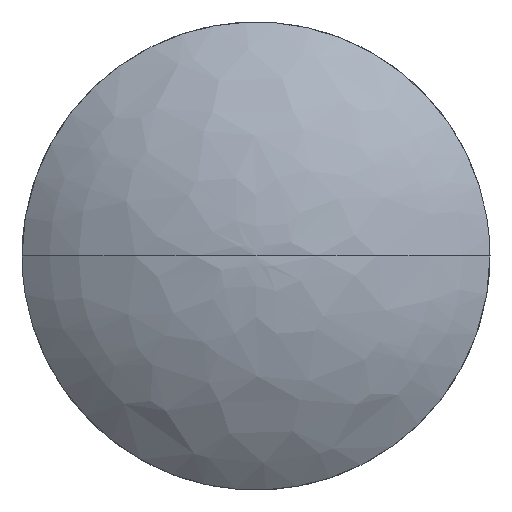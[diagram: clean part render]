
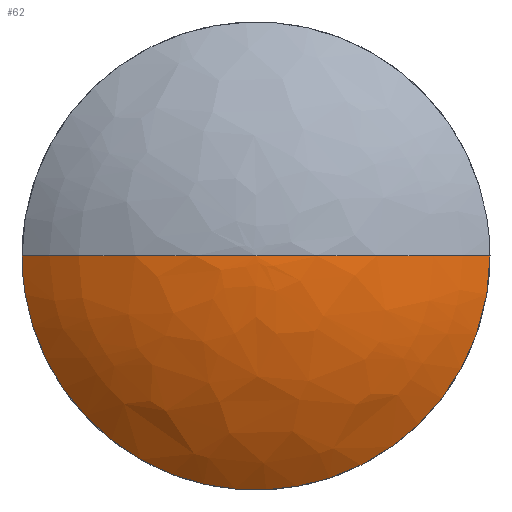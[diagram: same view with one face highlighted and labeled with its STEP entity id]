
A CAD part, left-side view. The second image highlights one B-rep face of the part: STEP entity #62.
In plain terms, the highlighted free-form (B-spline) face has degree [2, 2] with [9, 5] control points.
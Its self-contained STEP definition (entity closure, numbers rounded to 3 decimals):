
#62=ADVANCED_FACE('',(#121),#766,.T.);
#121=FACE_OUTER_BOUND('',#179,.T.);
#179=EDGE_LOOP('',(#375,#376,#377));
#375=ORIENTED_EDGE('',*,*,#525,.F.);
#376=ORIENTED_EDGE('',*,*,#524,.T.);
#377=ORIENTED_EDGE('',*,*,#523,.F.);
#523=EDGE_CURVE('',#726,#725,#659,.T.);
#524=EDGE_CURVE('',#727,#725,#660,.T.);
#525=EDGE_CURVE('',#727,#726,#661,.T.);
#659=(
BOUNDED_CURVE()
B_SPLINE_CURVE(2,(#2168,#2169,#2170,#2171,#2172),.UNSPECIFIED.,.F.,.F.)
B_SPLINE_CURVE_WITH_KNOTS((3,2,3),(-31.416,-15.708,0.),
 .UNSPECIFIED.)
CURVE()
GEOMETRIC_REPRESENTATION_ITEM()
RATIONAL_B_SPLINE_CURVE((1.,0.707,1.,0.707,1.))
REPRESENTATION_ITEM('')
);
#660=(
BOUNDED_CURVE()
B_SPLINE_CURVE(2,(#2173,#2174,#2175),.UNSPECIFIED.,.F.,.F.)
B_SPLINE_CURVE_WITH_KNOTS((3,3),(-1.571,-0.896),
 .UNSPECIFIED.)
CURVE()
GEOMETRIC_REPRESENTATION_ITEM()
RATIONAL_B_SPLINE_CURVE((1.,0.944,1.))
REPRESENTATION_ITEM('')
);
#661=(
BOUNDED_CURVE()
B_SPLINE_CURVE(2,(#2176,#2177,#2178),.UNSPECIFIED.,.F.,.F.)
B_SPLINE_CURVE_WITH_KNOTS((3,3),(-10.802,0.),.UNSPECIFIED.)
CURVE()
GEOMETRIC_REPRESENTATION_ITEM()
RATIONAL_B_SPLINE_CURVE((1.,0.944,1.))
REPRESENTATION_ITEM('')
);
#725=VERTEX_POINT('',#2109);
#726=VERTEX_POINT('',#2110);
#727=VERTEX_POINT('',#2111);
#766=(
BOUNDED_SURFACE()
B_SPLINE_SURFACE(2,2,((#1896,#1897,#1898,#1899,#1900),(#1901,#1902,#1903,
#1904,#1905),(#1906,#1907,#1908,#1909,#1910),(#1911,#1912,#1913,#1914,#1915),
(#1916,#1917,#1918,#1919,#1920),(#1921,#1922,#1923,#1924,#1925),(#1926,
#1927,#1928,#1929,#1930),(#1931,#1932,#1933,#1934,#1935),(#1936,#1937,#1938,
#1939,#1940)),.UNSPECIFIED.,.T.,.F.,.F.)
B_SPLINE_SURFACE_WITH_KNOTS((3,2,2,2,3),(3,2,3),(0.,1.571,3.142,
4.712,6.283),(-1.571,0.,1.571),
 .UNSPECIFIED.)
GEOMETRIC_REPRESENTATION_ITEM()
RATIONAL_B_SPLINE_SURFACE(((1.,0.707,1.,0.707,1.),
(0.707,0.5,0.707,0.5,0.707),(1.,0.707,
1.,0.707,1.),(0.707,0.5,0.707,0.5,0.707),
(1.,0.707,1.,0.707,1.),(0.707,0.5,0.707,
0.5,0.707),(1.,0.707,1.,0.707,1.),(0.707,
0.5,0.707,0.5,0.707),(1.,0.707,1.,0.707,
1.)))
REPRESENTATION_ITEM('')
SURFACE()
);
#1896=CARTESIAN_POINT('',(-40.5,0.,0.));
#1897=CARTESIAN_POINT('',(-40.5,16.,0.));
#1898=CARTESIAN_POINT('',(-24.5,16.,0.));
#1899=CARTESIAN_POINT('',(-8.5,16.,0.));
#1900=CARTESIAN_POINT('',(-8.5,0.,0.));
#1901=CARTESIAN_POINT('',(-40.5,0.,0.));
#1902=CARTESIAN_POINT('',(-40.5,16.,16.));
#1903=CARTESIAN_POINT('',(-24.5,16.,16.));
#1904=CARTESIAN_POINT('',(-8.5,16.,16.));
#1905=CARTESIAN_POINT('',(-8.5,0.,0.));
#1906=CARTESIAN_POINT('',(-40.5,0.,0.));
#1907=CARTESIAN_POINT('',(-40.5,0.,16.));
#1908=CARTESIAN_POINT('',(-24.5,0.,16.));
#1909=CARTESIAN_POINT('',(-8.5,0.,16.));
#1910=CARTESIAN_POINT('',(-8.5,0.,0.));
#1911=CARTESIAN_POINT('',(-40.5,0.,0.));
#1912=CARTESIAN_POINT('',(-40.5,-16.,16.));
#1913=CARTESIAN_POINT('',(-24.5,-16.,16.));
#1914=CARTESIAN_POINT('',(-8.5,-16.,16.));
#1915=CARTESIAN_POINT('',(-8.5,0.,0.));
#1916=CARTESIAN_POINT('',(-40.5,0.,0.));
#1917=CARTESIAN_POINT('',(-40.5,-16.,0.));
#1918=CARTESIAN_POINT('',(-24.5,-16.,0.));
#1919=CARTESIAN_POINT('',(-8.5,-16.,0.));
#1920=CARTESIAN_POINT('',(-8.5,0.,0.));
#1921=CARTESIAN_POINT('',(-40.5,0.,0.));
#1922=CARTESIAN_POINT('',(-40.5,-16.,-16.));
#1923=CARTESIAN_POINT('',(-24.5,-16.,-16.));
#1924=CARTESIAN_POINT('',(-8.5,-16.,-16.));
#1925=CARTESIAN_POINT('',(-8.5,0.,0.));
#1926=CARTESIAN_POINT('',(-40.5,0.,0.));
#1927=CARTESIAN_POINT('',(-40.5,0.,-16.));
#1928=CARTESIAN_POINT('',(-24.5,0.,-16.));
#1929=CARTESIAN_POINT('',(-8.5,0.,-16.));
#1930=CARTESIAN_POINT('',(-8.5,0.,0.));
#1931=CARTESIAN_POINT('',(-40.5,0.,0.));
#1932=CARTESIAN_POINT('',(-40.5,16.,-16.));
#1933=CARTESIAN_POINT('',(-24.5,16.,-16.));
#1934=CARTESIAN_POINT('',(-8.5,16.,-16.));
#1935=CARTESIAN_POINT('',(-8.5,0.,0.));
#1936=CARTESIAN_POINT('',(-40.5,0.,0.));
#1937=CARTESIAN_POINT('',(-40.5,16.,0.));
#1938=CARTESIAN_POINT('',(-24.5,16.,0.));
#1939=CARTESIAN_POINT('',(-8.5,16.,0.));
#1940=CARTESIAN_POINT('',(-8.5,0.,0.));
#2109=CARTESIAN_POINT('',(-36.99,10.,0.));
#2110=CARTESIAN_POINT('',(-36.99,-10.,0.));
#2111=CARTESIAN_POINT('',(-40.5,0.,0.));
#2168=CARTESIAN_POINT('',(-36.99,-10.,0.));
#2169=CARTESIAN_POINT('',(-36.99,-10.,-10.));
#2170=CARTESIAN_POINT('',(-36.99,0.,-10.));
#2171=CARTESIAN_POINT('',(-36.99,10.,-10.));
#2172=CARTESIAN_POINT('',(-36.99,10.,0.));
#2173=CARTESIAN_POINT('',(-40.5,0.,0.));
#2174=CARTESIAN_POINT('',(-40.5,5.616,0.));
#2175=CARTESIAN_POINT('',(-36.99,10.,0.));
#2176=CARTESIAN_POINT('',(-40.5,0.,0.));
#2177=CARTESIAN_POINT('',(-40.5,-5.616,0.));
#2178=CARTESIAN_POINT('',(-36.99,-10.,0.));
